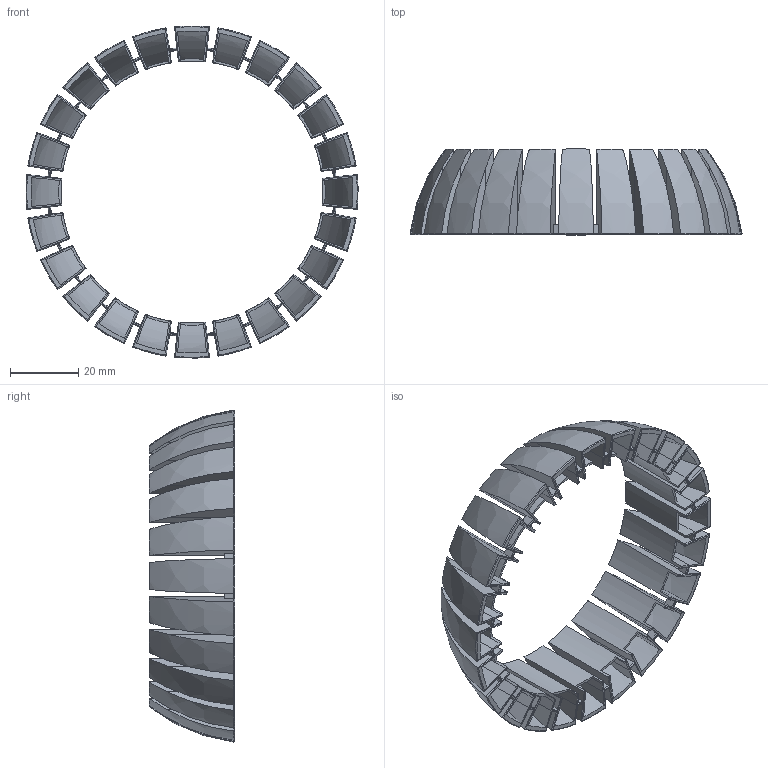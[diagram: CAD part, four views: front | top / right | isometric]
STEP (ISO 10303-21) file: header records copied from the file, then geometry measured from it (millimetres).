
FILE_DESCRIPTION(/* description */ ('Print 2, transparent.'),/* implementation_level */ '2;1');
FILE_NAME(/* name */ '24 Pix Light Ring.step',/* time_stamp */ '2025-07-21T13:42:57-07:00',/* author */ (''),/* organization */ (''),/* preprocessor_version */ 'ST-DEVELOPER v20.1',/* originating_system */ 'Autodesk Translation Framework v14.10.0.0',/* authorisation */ '');
FILE_SCHEMA (('AUTOMOTIVE_DESIGN { 1 0 10303 214 3 1 1 }'));
Length unit declared in the file: millimetre
Products named in the file (1): 24 Pix Light Ring
Bounding box: 97.51 x 25.11 x 97.51 mm (x, y, z)
Volume: 15164.4 mm3; surface area: 31992.4 mm2
Topology: 1 solids, 1 shells, 672 faces, 1896 edges, 1224 vertices
Faces by surface type: plane 384, cylinder 168, torus 72, sphere 48
Entity records: 23232 total; most frequent: CARTESIAN_POINT 5641, ORIENTED_EDGE 3792, DIRECTION 3698, EDGE_CURVE 1896, AXIS2_PLACEMENT_3D 1345, VERTEX_POINT 1224, LINE 1008, VECTOR 1008
